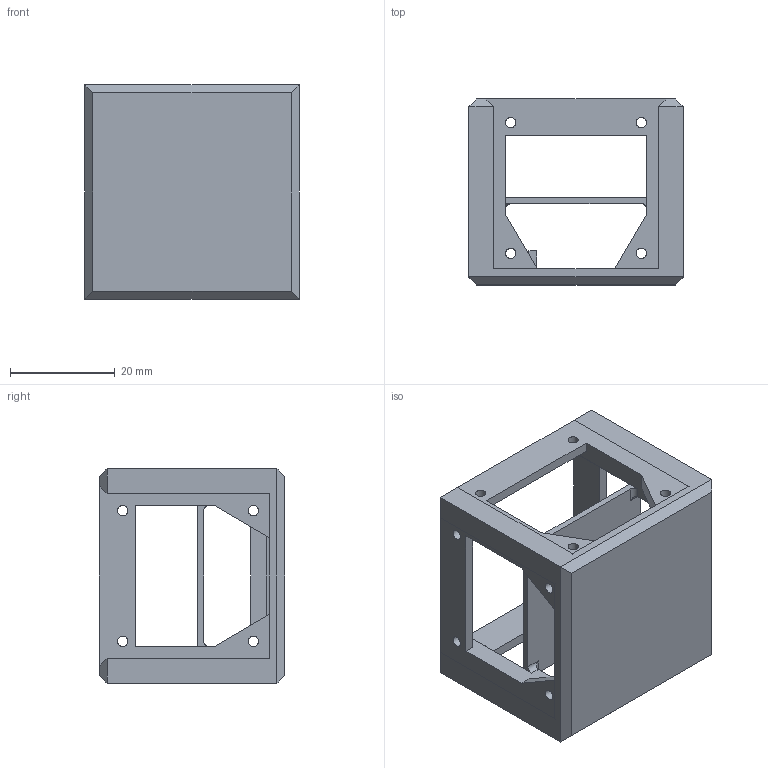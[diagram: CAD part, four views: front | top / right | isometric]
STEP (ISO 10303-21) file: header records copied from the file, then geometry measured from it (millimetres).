
FILE_DESCRIPTION(/* description */ (''),/* implementation_level */ '2;1');
FILE_NAME(/* name */ 'Core.stp',/* time_stamp */ '2015-02-09T11:06:25+01:00',/* author */ ('Przem'),/* organization */ (''),/* preprocessor_version */ 'ST-DEVELOPER v15.2',/* originating_system */ 'Autodesk Inventor 2014',/* authorisation */ '');
FILE_SCHEMA (('AUTOMOTIVE_DESIGN { 1 0 10303 214 3 1 1 }'));
Length unit declared in the file: millimetre
Products named in the file (1): Core
Bounding box: 41 x 35.5 x 41 mm (x, y, z)
Volume: 10952.5 mm3; surface area: 12595.8 mm2
Topology: 1 solids, 1 shells, 122 faces, 379 edges, 232 vertices
Faces by surface type: plane 88, cylinder 34
Full cylindrical faces by diameter (mm): 2 x15
Entity records: 4082 total; most frequent: ORIENTED_EDGE 714, CARTESIAN_POINT 705, DIRECTION 664, EDGE_CURVE 357, LINE 296, VECTOR 296, VERTEX_POINT 225, AXIS2_PLACEMENT_3D 184
